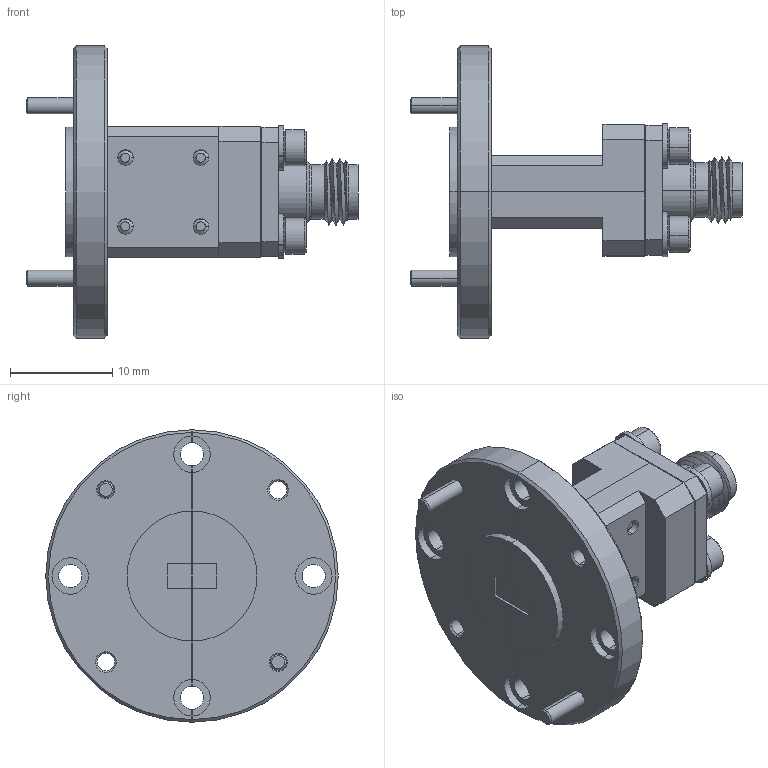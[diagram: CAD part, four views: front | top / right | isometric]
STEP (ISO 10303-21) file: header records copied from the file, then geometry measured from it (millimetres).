
FILE_DESCRIPTION (( 'STEP AP203' ), '1' );
FILE_NAME ('SFP-192KF-S1.STEP', '2018-08-16T21:54:44', ( '' ), ( '' ), 'SwSTEP 2.0', 'SolidWorks 2016', '' );
FILE_SCHEMA (( 'CONFIG_CONTROL_DESIGN' ));
Length unit declared in the file: inch
Products named in the file (1): SFP-192KF-S1
Bounding box: 32.45 x 28.57 x 28.57 mm (x, y, z)
Surface area: 3583.6 mm2 (no closed solid volume)
Topology: 0 solids, 21 shells, 332 faces, 825 edges, 520 vertices
Faces by surface type: plane 132, cone 114, cylinder 82, torus 2, bspline 2
Entity records: 11013 total; most frequent: CARTESIAN_POINT 3127, DIRECTION 1700, ORIENTED_EDGE 1447, EDGE_CURVE 825, AXIS2_PLACEMENT_3D 641, VERTEX_POINT 520, VECTOR 418, LINE 418
